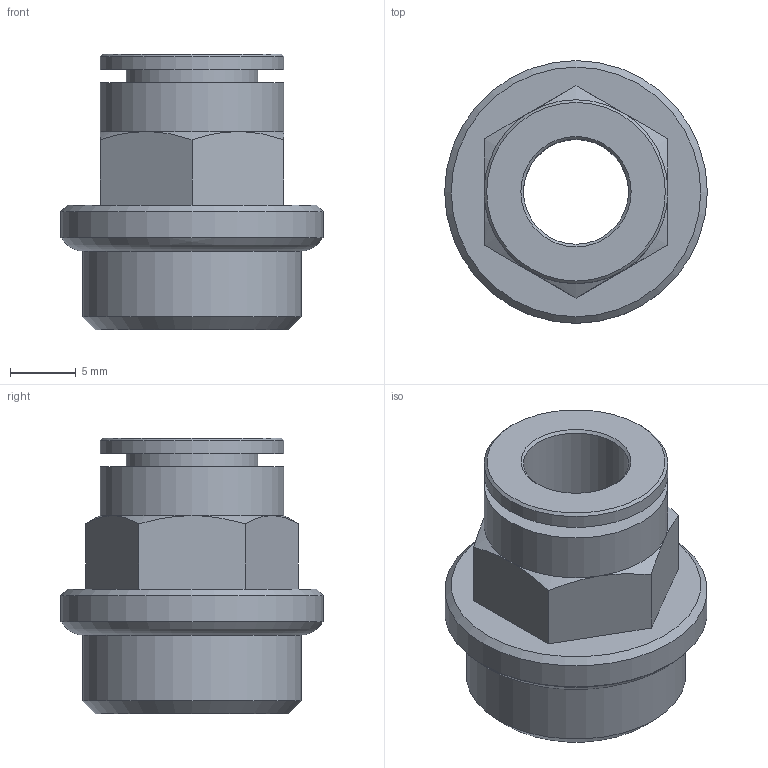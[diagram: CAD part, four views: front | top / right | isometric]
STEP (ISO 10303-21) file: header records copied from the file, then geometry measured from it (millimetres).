
FILE_DESCRIPTION((''),'2;1');
FILE_NAME('Schlauchanschluss_G3_8_Gerade fuer 8er Schlauch_A27005013.stp','2012-07-23T15:14:06',('002164'),(''),'Autodesk Inventor 2010','Autodesk Inventor 2010','');
FILE_SCHEMA(('AUTOMOTIVE_DESIGN { 1 0 10303 214 1 1 1 1 }'));
Length unit declared in the file: millimetre
Products named in the file (1): angea08b
Bounding box: 20 x 20 x 21 mm (x, y, z)
Volume: 3065.3 mm3; surface area: 2148.7 mm2
Topology: 1 solids, 1 shells, 30 faces, 61 edges, 37 vertices
Faces by surface type: plane 12, cone 11, cylinder 6, torus 1
Full cylindrical faces by diameter (mm): 8 x1, 10 x1, 14 x2, 16.662 x1, 20 x1
Entity records: 728 total; most frequent: CARTESIAN_POINT 137, DIRECTION 120, ORIENTED_EDGE 94, AXIS2_PLACEMENT_3D 54, EDGE_LOOP 48, EDGE_CURVE 47, VERTEX_POINT 35, FACE_OUTER_BOUND 30
